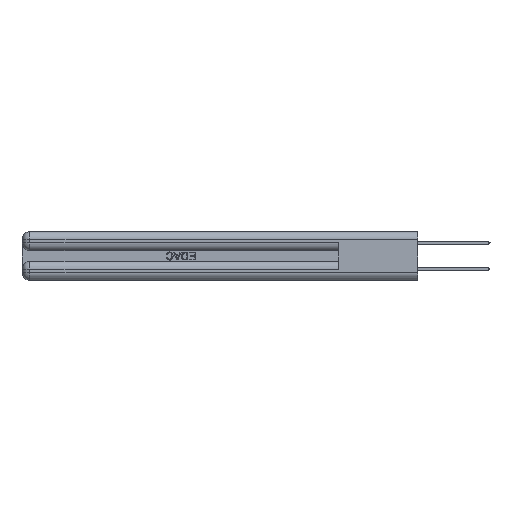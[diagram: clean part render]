
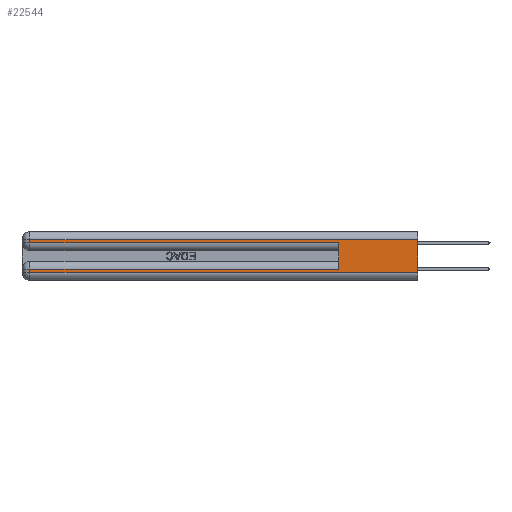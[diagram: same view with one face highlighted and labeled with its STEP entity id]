
A CAD part, left-side view. The second image highlights one B-rep face of the part: STEP entity #22544.
In plain terms, the highlighted planar face has unit normal (-1, 0, 0).
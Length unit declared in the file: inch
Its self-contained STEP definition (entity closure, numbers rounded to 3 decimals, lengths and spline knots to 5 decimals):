
#35 = LINE ( 'NONE', #5878, #17520 ) ;
#660 = EDGE_CURVE ( 'NONE', #44316, #35576, #9164, .T. ) ;
#1001 = CARTESIAN_POINT ( 'NONE',  ( 0., 2.94, 0.31 ) ) ;
#1782 = EDGE_CURVE ( 'NONE', #23614, #44316, #3269, .T. ) ;
#3269 = LINE ( 'NONE', #29605, #21885 ) ;
#4095 = ORIENTED_EDGE ( 'NONE', *, *, #12772, .T. ) ;
#4634 = ORIENTED_EDGE ( 'NONE', *, *, #1782, .T. ) ;
#4883 = EDGE_CURVE ( 'NONE', #44736, #8133, #35, .T. ) ;
#5714 = DIRECTION ( 'NONE',  ( 0., -1., 0. ) ) ;
#5878 = CARTESIAN_POINT ( 'NONE',  ( 0., 0., 0.31 ) ) ;
#6869 = VERTEX_POINT ( 'NONE', #17286 ) ;
#8133 = VERTEX_POINT ( 'NONE', #1001 ) ;
#8554 = VECTOR ( 'NONE', #14366, 39.37008 ) ;
#8913 = ORIENTED_EDGE ( 'NONE', *, *, #15141, .T. ) ;
#9164 = LINE ( 'NONE', #47907, #37553 ) ;
#9281 = DIRECTION ( 'NONE',  ( 0., 0., -1. ) ) ;
#10611 = CARTESIAN_POINT ( 'NONE',  ( 0., 0., 0.37 ) ) ;
#10912 = CARTESIAN_POINT ( 'NONE',  ( 0., 2.94, 0.285 ) ) ;
#11064 = DIRECTION ( 'NONE',  ( 0., 0., 1. ) ) ;
#11875 = CARTESIAN_POINT ( 'NONE',  ( 0., 0., 0.31 ) ) ;
#12393 = ORIENTED_EDGE ( 'NONE', *, *, #42654, .T. ) ;
#12719 = CARTESIAN_POINT ( 'NONE',  ( 0., 2.94, 0.085 ) ) ;
#12772 = EDGE_CURVE ( 'NONE', #35576, #34500, #46545, .T. ) ;
#14366 = DIRECTION ( 'NONE',  ( 0., 0., -1. ) ) ;
#14861 = LINE ( 'NONE', #47107, #33359 ) ;
#15141 = EDGE_CURVE ( 'NONE', #8133, #42786, #46336, .T. ) ;
#15310 = ORIENTED_EDGE ( 'NONE', *, *, #4883, .T. ) ;
#16786 = CARTESIAN_POINT ( 'NONE',  ( 0., 0., 0.06 ) ) ;
#17286 = CARTESIAN_POINT ( 'NONE',  ( 0., 0.6, 0.285 ) ) ;
#17520 = VECTOR ( 'NONE', #46449, 39.37008 ) ;
#18590 = DIRECTION ( 'NONE',  ( 1., 0., 0. ) ) ;
#21460 = EDGE_LOOP ( 'NONE', ( #33790, #15310, #8913, #12393, #33033, #4634, #47486, #4095 ) ) ;
#21885 = VECTOR ( 'NONE', #25911, 39.37008 ) ;
#22544 = ADVANCED_FACE ( 'NONE', ( #33579 ), #44228, .F. ) ;
#23614 = VERTEX_POINT ( 'NONE', #28025 ) ;
#23811 = CARTESIAN_POINT ( 'NONE',  ( 0., 0., 0.06 ) ) ;
#24805 = LINE ( 'NONE', #29414, #43240 ) ;
#25045 = DIRECTION ( 'NONE',  ( 0., -1., 0. ) ) ;
#25834 = DIRECTION ( 'NONE',  ( 0., 0., -1. ) ) ;
#25911 = DIRECTION ( 'NONE',  ( 0., 1., 0. ) ) ;
#27431 = AXIS2_PLACEMENT_3D ( 'NONE', #40669, #18590, #44383 ) ;
#27768 = CARTESIAN_POINT ( 'NONE',  ( 0., 2.94, 0.37 ) ) ;
#28025 = CARTESIAN_POINT ( 'NONE',  ( 0., 0.6, 0.085 ) ) ;
#29414 = CARTESIAN_POINT ( 'NONE',  ( 0., 0.6, 0.145 ) ) ;
#29605 = CARTESIAN_POINT ( 'NONE',  ( 0., 0., 0.085 ) ) ;
#33033 = ORIENTED_EDGE ( 'NONE', *, *, #41049, .F. ) ;
#33359 = VECTOR ( 'NONE', #25045, 39.37008 ) ;
#33579 = FACE_OUTER_BOUND ( 'NONE', #21460, .T. ) ;
#33790 = ORIENTED_EDGE ( 'NONE', *, *, #40972, .F. ) ;
#34500 = VERTEX_POINT ( 'NONE', #23811 ) ;
#35576 = VERTEX_POINT ( 'NONE', #43474 ) ;
#35575 = VECTOR ( 'NONE', #5714, 39.37008 ) ;
#37553 = VECTOR ( 'NONE', #25834, 39.37008 ) ;
#40669 = CARTESIAN_POINT ( 'NONE',  ( 0., 0., 0.37 ) ) ;
#40972 = EDGE_CURVE ( 'NONE', #44736, #34500, #47876, .T. ) ;
#41049 = EDGE_CURVE ( 'NONE', #23614, #6869, #24805, .T. ) ;
#42654 = EDGE_CURVE ( 'NONE', #42786, #6869, #14861, .T. ) ;
#42786 = VERTEX_POINT ( 'NONE', #10912 ) ;
#43240 = VECTOR ( 'NONE', #11064, 39.37008 ) ;
#43474 = CARTESIAN_POINT ( 'NONE',  ( 0., 2.94, 0.06 ) ) ;
#44037 = VECTOR ( 'NONE', #9281, 39.37008 ) ;
#44228 = PLANE ( 'NONE',  #27431 ) ;
#44316 = VERTEX_POINT ( 'NONE', #12719 ) ;
#44383 = DIRECTION ( 'NONE',  ( 0., 0., -1. ) ) ;
#44736 = VERTEX_POINT ( 'NONE', #11875 ) ;
#46336 = LINE ( 'NONE', #27768, #44037 ) ;
#46449 = DIRECTION ( 'NONE',  ( 0., 1., 0. ) ) ;
#46545 = LINE ( 'NONE', #16786, #35575 ) ;
#47107 = CARTESIAN_POINT ( 'NONE',  ( 0., 0., 0.285 ) ) ;
#47486 = ORIENTED_EDGE ( 'NONE', *, *, #660, .T. ) ;
#47876 = LINE ( 'NONE', #10611, #8554 ) ;
#47907 = CARTESIAN_POINT ( 'NONE',  ( 0., 2.94, 0.37 ) ) ;
